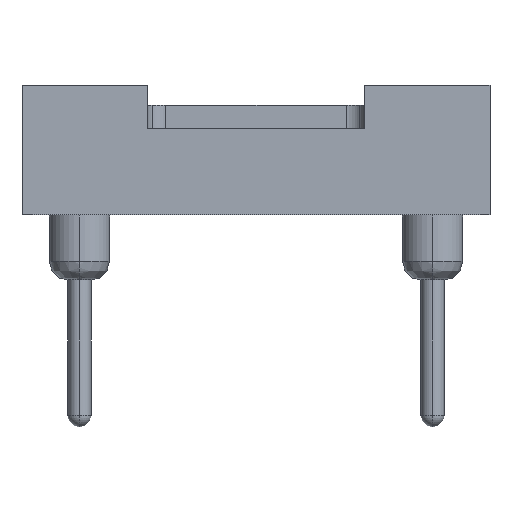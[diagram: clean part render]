
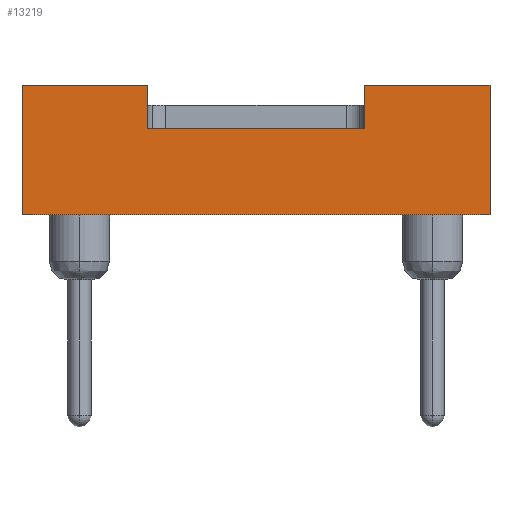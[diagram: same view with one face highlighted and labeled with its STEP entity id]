
A CAD part, front view. The second image highlights one B-rep face of the part: STEP entity #13219.
In plain terms, the highlighted planar face has unit normal (0, -1, 0).
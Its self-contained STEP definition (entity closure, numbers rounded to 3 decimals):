
#12725=CARTESIAN_POINT('',(2.35,-12.7,3.27));
#12726=VERTEX_POINT('',#12725);
#12757=CARTESIAN_POINT('',(-2.35,-12.7,3.27));
#12758=VERTEX_POINT('',#12757);
#12765=CARTESIAN_POINT('',(-2.35,-12.7,3.27));
#12766=DIRECTION('',(1.0,0.0,0.0));
#12767=VECTOR('',#12766,4.7);
#12768=LINE('',#12765,#12767);
#12769=EDGE_CURVE('',#12758,#12726,#12768,.T.);
#12797=CARTESIAN_POINT('',(5.05,-12.7,1.4));
#12798=VERTEX_POINT('',#12797);
#12805=CARTESIAN_POINT('',(-5.05,-12.7,1.4));
#12806=VERTEX_POINT('',#12805);
#12807=CARTESIAN_POINT('',(5.05,-12.7,1.4));
#12808=DIRECTION('',(-1.0,0.0,0.0));
#12809=VECTOR('',#12808,10.1);
#12810=LINE('',#12807,#12809);
#12811=EDGE_CURVE('',#12798,#12806,#12810,.T.);
#12941=CARTESIAN_POINT('',(5.05,-12.7,4.2));
#12942=VERTEX_POINT('',#12941);
#12949=CARTESIAN_POINT('',(5.05,-12.7,1.4));
#12950=DIRECTION('',(0.0,0.0,1.0));
#12951=VECTOR('',#12950,2.8);
#12952=LINE('',#12949,#12951);
#12953=EDGE_CURVE('',#12798,#12942,#12952,.T.);
#12973=CARTESIAN_POINT('',(-5.05,-12.7,4.2));
#12974=VERTEX_POINT('',#12973);
#12975=CARTESIAN_POINT('',(-5.05,-12.7,1.4));
#12976=DIRECTION('',(0.0,0.0,1.0));
#12977=VECTOR('',#12976,2.8);
#12978=LINE('',#12975,#12977);
#12979=EDGE_CURVE('',#12806,#12974,#12978,.T.);
#13004=CARTESIAN_POINT('',(-2.35,-12.7,4.2));
#13005=VERTEX_POINT('',#13004);
#13006=CARTESIAN_POINT('',(-2.35,-12.7,4.2));
#13007=DIRECTION('',(-1.0,0.0,0.0));
#13008=VECTOR('',#13007,2.7);
#13009=LINE('',#13006,#13008);
#13010=EDGE_CURVE('',#13005,#12974,#13009,.T.);
#13043=CARTESIAN_POINT('',(-2.35,-12.7,3.27));
#13044=DIRECTION('',(0.0,0.0,1.0));
#13045=VECTOR('',#13044,0.93);
#13046=LINE('',#13043,#13045);
#13047=EDGE_CURVE('',#12758,#13005,#13046,.T.);
#13071=CARTESIAN_POINT('',(2.35,-12.7,4.2));
#13072=VERTEX_POINT('',#13071);
#13073=CARTESIAN_POINT('',(2.35,-12.7,3.27));
#13074=DIRECTION('',(0.0,0.0,1.0));
#13075=VECTOR('',#13074,0.93);
#13076=LINE('',#13073,#13075);
#13077=EDGE_CURVE('',#12726,#13072,#13076,.T.);
#13100=CARTESIAN_POINT('',(5.05,-12.7,4.2));
#13101=DIRECTION('',(-1.0,0.0,0.0));
#13102=VECTOR('',#13101,2.7);
#13103=LINE('',#13100,#13102);
#13104=EDGE_CURVE('',#12942,#13072,#13103,.T.);
#13204=CARTESIAN_POINT('',(5.05,-12.7,1.4));
#13205=DIRECTION('',(0.0,-1.0,0.0));
#13206=DIRECTION('',(0.0,0.0,-1.0));
#13207=AXIS2_PLACEMENT_3D('',#13204,#13205,#13206);
#13208=PLANE('',#13207);
#13209=ORIENTED_EDGE('',*,*,#13104,.T.);
#13210=ORIENTED_EDGE('',*,*,#13077,.F.);
#13211=ORIENTED_EDGE('',*,*,#12769,.F.);
#13212=ORIENTED_EDGE('',*,*,#13047,.T.);
#13213=ORIENTED_EDGE('',*,*,#13010,.T.);
#13214=ORIENTED_EDGE('',*,*,#12979,.F.);
#13215=ORIENTED_EDGE('',*,*,#12811,.F.);
#13216=ORIENTED_EDGE('',*,*,#12953,.T.);
#13217=EDGE_LOOP('',(#13209,#13210,#13211,#13212,#13213,#13214,#13215,#13216));
#13218=FACE_OUTER_BOUND('',#13217,.T.);
#13219=ADVANCED_FACE('',(#13218),#13208,.T.);
